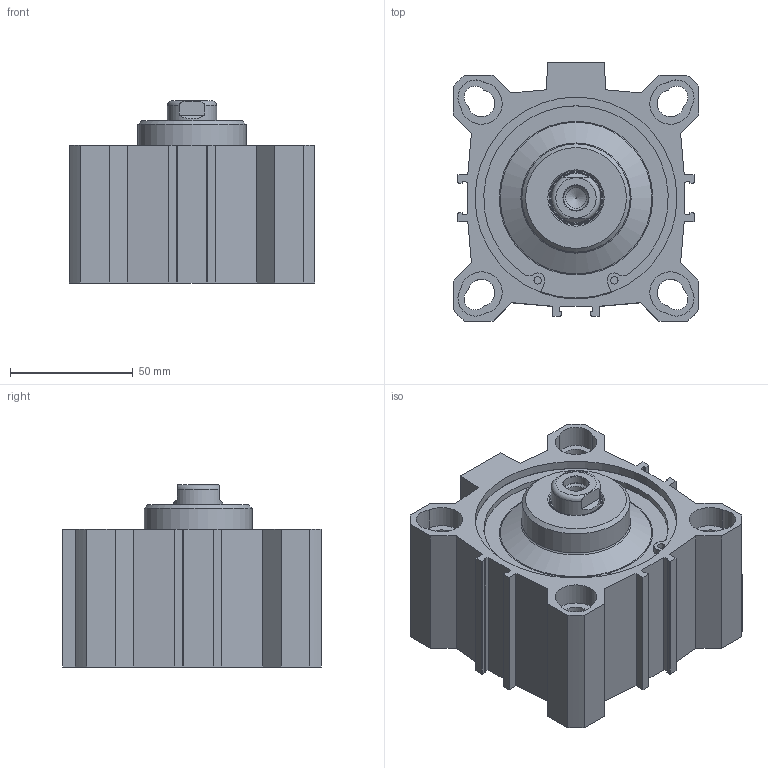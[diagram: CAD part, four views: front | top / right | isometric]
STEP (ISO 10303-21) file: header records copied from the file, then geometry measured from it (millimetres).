
FILE_DESCRIPTION((''),'2;1');
FILE_NAME('FDM080.010.GS.F.stp','2014-06-09T12:27:35',('carlo.corazza'),(''),'Autodesk Inventor 2012','Autodesk Inventor 2012','');
FILE_SCHEMA(('AUTOMOTIVE_DESIGN { 1 0 10303 214 1 1 1 1 }'));
Length unit declared in the file: millimetre
Products named in the file (5): FDM080..GS.F; CORPO-010; STELO-010; TA; TP
Assembly tree (4 placements, depth 2):
  FDM080..GS.F
    CORPO-010
    STELO-010
    TA
    TP
Bounding box: 100 x 105 x 74 mm (x, y, z)
Volume: 231884.9 mm3; surface area: 95100.6 mm2
Topology: 4 solids, 4 shells, 241 faces, 591 edges, 380 vertices
Faces by surface type: plane 106, cylinder 93, cone 31, torus 11
Full cylindrical faces by diameter (mm): 3 x4, 4.3 x2, 8.376 x2, 10.25 x1, 11.445 x2, 20 x1, 20.6 x1, 21.9 x1, 23 x1, 24.8 x1, 25 x1, 44 x1, 62 x1, 80 x1, 80.2 x1, 81.7 x4, 82.1 x2, 85.6 x2
Entity records: 7187 total; most frequent: CARTESIAN_POINT 1256, DIRECTION 1226, ORIENTED_EDGE 1016, EDGE_CURVE 508, AXIS2_PLACEMENT_3D 478, VERTEX_POINT 366, EDGE_LOOP 350, VECTOR 270
